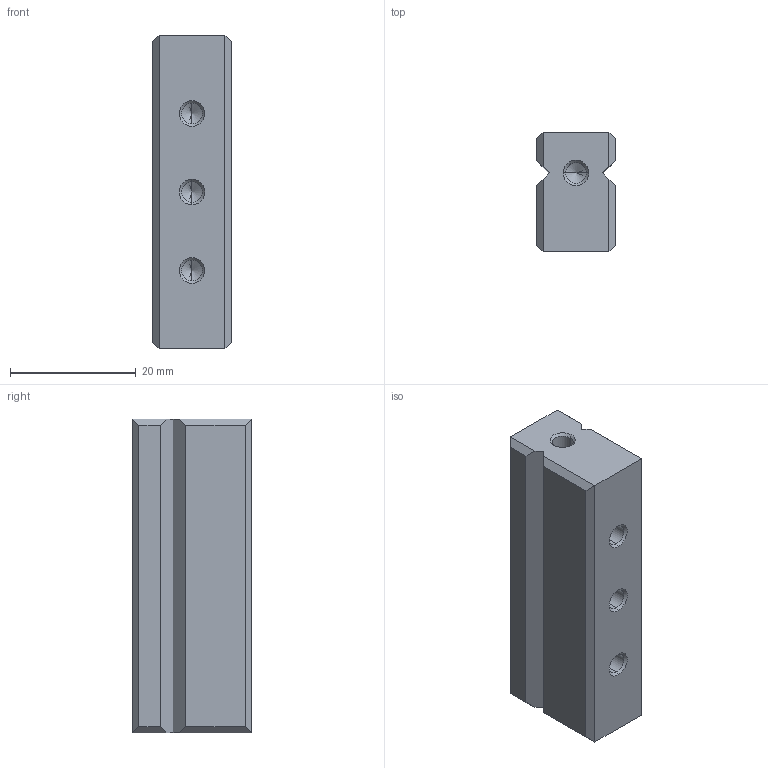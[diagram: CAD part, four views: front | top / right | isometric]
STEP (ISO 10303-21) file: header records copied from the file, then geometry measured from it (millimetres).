
FILE_DESCRIPTION (( 'STEP AP214' ), '1' );
FILE_NAME ('OM-007-011-110_01.STEP', '2024-10-13T13:41:36', ( '' ), ( '' ), 'SwSTEP 2.0', 'SolidWorks 2022', '' );
FILE_SCHEMA (( 'AUTOMOTIVE_DESIGN' ));
Length unit declared in the file: millimetre
Products named in the file (1): OM-007-011-110_01
Bounding box: 12.5 x 19 x 50 mm (x, y, z)
Volume: 10960.5 mm3; surface area: 4057.5 mm2
Topology: 1 solids, 1 shells, 54 faces, 128 edges, 71 vertices
Faces by surface type: plane 24, cone 20, cylinder 10
Entity records: 1592 total; most frequent: DIRECTION 258, CARTESIAN_POINT 244, ORIENTED_EDGE 236, EDGE_CURVE 118, VECTOR 88, LINE 88, AXIS2_PLACEMENT_3D 85, VERTEX_POINT 71
